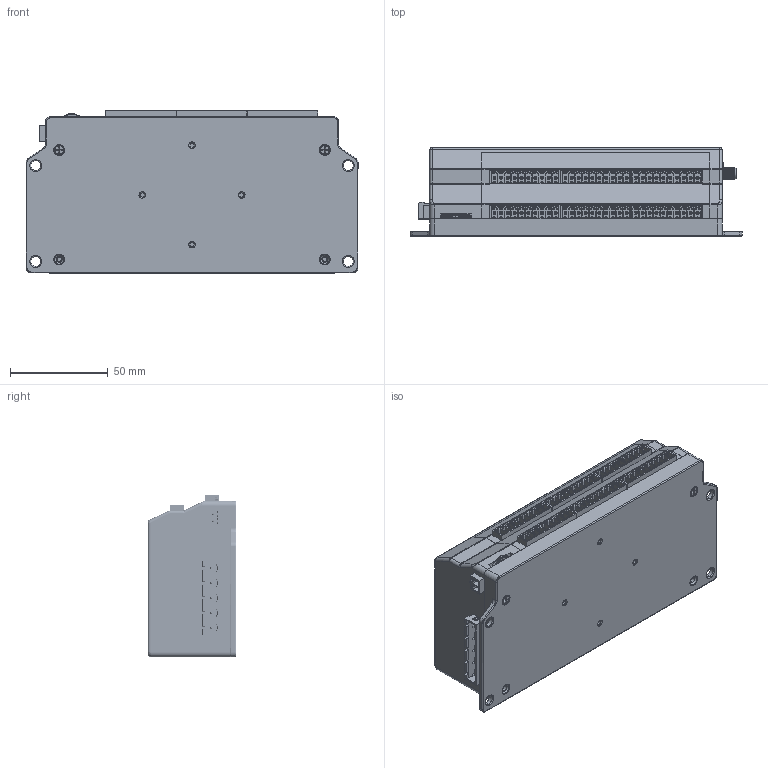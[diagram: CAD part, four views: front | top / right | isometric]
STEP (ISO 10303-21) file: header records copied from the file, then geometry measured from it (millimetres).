
FILE_DESCRIPTION (( 'STEP AP203' ), '1' );
FILE_NAME ('EG4230.STEP', '2023-09-14T22:44:44', ( '' ), ( '' ), 'SwSTEP 2.0', 'SolidWorks 2018', '' );
FILE_SCHEMA (( 'CONFIG_CONTROL_DESIGN' ));
Length unit declared in the file: millimetre
Products named in the file (26): DEFAULT-0.igs; CP CT Insert Pro; PL3-AC_1; Nokia_5110_LCD_1; DEFAULT-1.igs; DEFAULT.igs; flat head screw_ai_CR-FHMS 0.099-56x1x1-N; SMA_Assembly; 5-pin 7.62mm_1; 8-pin female header_1; transformer_test_1; DEFAULT-3.igs; MTJ-DUSB-88JX1-FSD-LG-M4_1; enclosure_bottom_test_1; CP Enclosure Top V3_1; EG4230; Nokia_5110_PCB_1; DEFAULT-4.igs; DEFAULT-2.igs; Nokia_5110_Bezel_1; Nokia_5110_Assembly_1; SMA_Assembly.igs; 1844294_1; 1844210_1; label_1; capacitor_1
Assembly tree (32 placements, depth 4):
  EG4230
    5-pin 7.62mm_1
    1844210_1
    enclosure_bottom_test_1
    transformer_test_1
    capacitor_1  x2
    flat head screw_ai_CR-FHMS 0.099-56x1x1-N  x2
    1844294_1  x6
    Nokia_5110_Assembly_1
      Nokia_5110_PCB_1
      Nokia_5110_LCD_1
      8-pin female header_1
      Nokia_5110_Bezel_1
    MTJ-DUSB-88JX1-FSD-LG-M4_1
    PL3-AC_1
    label_1
    CP Enclosure Top V3_1
    CP CT Insert Pro
    SMA_Assembly
      SMA_Assembly.igs
        DEFAULT.igs
        DEFAULT-0.igs
        DEFAULT-1.igs
        DEFAULT-2.igs
        DEFAULT-3.igs
        DEFAULT-4.igs
Bounding box: 170 x 45.5 x 83.04 mm (x, y, z)
Volume: 135258 mm3; surface area: 151528 mm2
Topology: 27 solids, 353 shells, 6117 faces, 16524 edges, 11312 vertices
Faces by surface type: plane 4312, cylinder 1329, bspline 368, cone 90, sphere 11, torus 7
Full cylindrical faces by diameter (mm): 7.7 x1
Entity records: 134053 total; most frequent: CARTESIAN_POINT 46315, ORIENTED_EDGE 17456, DIRECTION 15840, EDGE_CURVE 9726, VERTEX_POINT 6949, LINE 6514, VECTOR 6514, AXIS2_PLACEMENT_3D 4663
